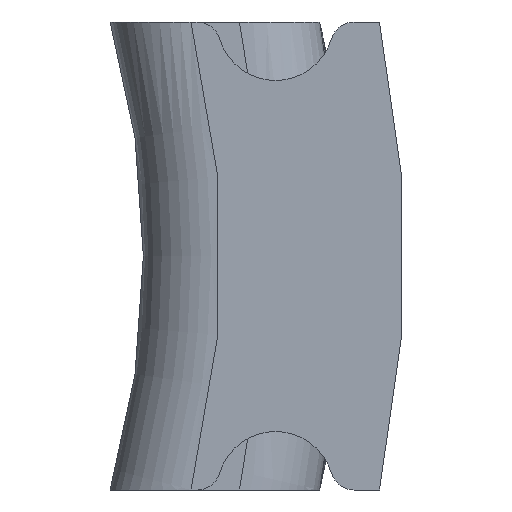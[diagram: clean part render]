
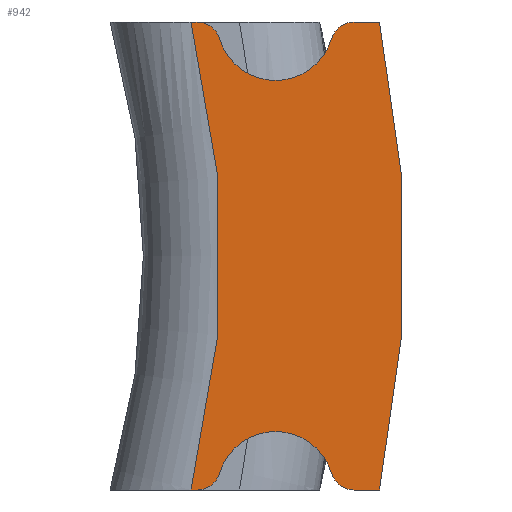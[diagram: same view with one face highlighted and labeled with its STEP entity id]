
A CAD part, left-side view. The second image highlights one B-rep face of the part: STEP entity #942.
In plain terms, the highlighted planar face has unit normal (-1, 0, 0).
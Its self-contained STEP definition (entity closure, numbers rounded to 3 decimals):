
#75=DIRECTION('',(0.,-1.,0.));
#76=VECTOR('',#75,0.327);
#77=CARTESIAN_POINT('',(4.5,-13.501,-3.));
#78=LINE('',#77,#76);
#121=CARTESIAN_POINT('',(4.5,-11.412,-3.));
#217=DIRECTION('',(0.,1.,0.));
#218=VECTOR('',#217,0.327);
#219=CARTESIAN_POINT('',(4.5,-13.828,3.));
#220=LINE('',#219,#218);
#253=CARTESIAN_POINT('',(4.5,-11.412,3.));
#278=CARTESIAN_POINT('',(4.5,0.,0.));
#279=DIRECTION('',(1.,0.,0.));
#280=DIRECTION('',(0.,-0.967,0.254));
#281=AXIS2_PLACEMENT_3D('',#278,#279,#280);
#283=DIRECTION('',(0.001,-1.,0.));
#284=VECTOR('',#283,0.076);
#285=CARTESIAN_POINT('',(4.5,-11.412,3.));
#286=LINE('',#285,#284);
#287=CARTESIAN_POINT('',(4.5,-11.489,2.7));
#288=DIRECTION('',(1.,0.,0.));
#289=DIRECTION('',(0.,0.,1.));
#290=AXIS2_PLACEMENT_3D('',#287,#288,#289);
#292=CARTESIAN_POINT('',(4.5,-13.501,2.7));
#293=DIRECTION('',(-1.,0.,0.));
#294=DIRECTION('',(0.,0.,1.));
#295=AXIS2_PLACEMENT_3D('',#292,#293,#294);
#297=CARTESIAN_POINT('',(4.5,0.,0.));
#298=DIRECTION('',(-1.,0.,0.));
#299=DIRECTION('',(0.,-0.977,-0.212));
#300=AXIS2_PLACEMENT_3D('',#297,#298,#299);
#302=CARTESIAN_POINT('',(4.5,-13.501,-2.7));
#303=DIRECTION('',(-1.,0.,0.));
#304=DIRECTION('',(0.,0.958,-0.286));
#305=AXIS2_PLACEMENT_3D('',#302,#303,#304);
#307=CARTESIAN_POINT('',(4.5,-11.489,-2.7));
#308=DIRECTION('',(1.,0.,0.));
#309=DIRECTION('',(0.,-0.958,-0.286));
#310=AXIS2_PLACEMENT_3D('',#307,#308,#309);
#312=DIRECTION('',(0.,1.,0.));
#313=VECTOR('',#312,0.076);
#314=CARTESIAN_POINT('',(4.5,-11.489,-3.));
#315=LINE('',#314,#313);
#334=CARTESIAN_POINT('',(4.5,-12.495,3.));
#335=DIRECTION('',(1.,0.,0.));
#336=DIRECTION('',(0.,-0.958,-0.286));
#337=AXIS2_PLACEMENT_3D('',#334,#335,#336);
#361=CARTESIAN_POINT('',(4.5,-12.495,-3.));
#362=DIRECTION('',(1.,0.,0.));
#363=DIRECTION('',(0.,0.958,0.286));
#364=AXIS2_PLACEMENT_3D('',#361,#362,#363);
#622=CARTESIAN_POINT('',(4.5,-13.828,-3.));
#623=CARTESIAN_POINT('',(4.5,-13.828,3.));
#624=VERTEX_POINT('',#622);
#625=VERTEX_POINT('',#623);
#638=CARTESIAN_POINT('',(4.5,-13.214,-2.786));
#639=VERTEX_POINT('',#638);
#640=CARTESIAN_POINT('',(4.5,-13.501,-3.));
#641=VERTEX_POINT('',#640);
#643=CARTESIAN_POINT('',(4.5,-11.776,-2.786));
#645=VERTEX_POINT('',#643);
#646=CARTESIAN_POINT('',(4.5,-13.501,3.));
#647=CARTESIAN_POINT('',(4.5,-13.214,2.786));
#648=VERTEX_POINT('',#646);
#649=VERTEX_POINT('',#647);
#654=CARTESIAN_POINT('',(4.5,-11.776,2.786));
#656=VERTEX_POINT('',#654);
#659=CARTESIAN_POINT('',(4.5,-11.489,-3.));
#661=VERTEX_POINT('',#659);
#662=CARTESIAN_POINT('',(4.5,-11.489,3.));
#664=VERTEX_POINT('',#662);
#670=VERTEX_POINT('',#121);
#674=VERTEX_POINT('',#253);
#917=CARTESIAN_POINT('',(4.5,0.,0.));
#918=DIRECTION('',(-1.,0.,0.));
#919=DIRECTION('',(0.,0.,1.));
#920=AXIS2_PLACEMENT_3D('',#917,#918,#919);
#921=PLANE('',#920);
#923=ORIENTED_EDGE('',*,*,#922,.F.);
#924=ORIENTED_EDGE('',*,*,#884,.T.);
#926=ORIENTED_EDGE('',*,*,#925,.T.);
#928=ORIENTED_EDGE('',*,*,#927,.F.);
#929=ORIENTED_EDGE('',*,*,#908,.F.);
#930=ORIENTED_EDGE('',*,*,#862,.F.);
#932=ORIENTED_EDGE('',*,*,#931,.F.);
#933=ORIENTED_EDGE('',*,*,#747,.F.);
#934=ORIENTED_EDGE('',*,*,#803,.F.);
#936=ORIENTED_EDGE('',*,*,#935,.F.);
#938=ORIENTED_EDGE('',*,*,#937,.T.);
#939=ORIENTED_EDGE('',*,*,#777,.T.);
#940=EDGE_LOOP('',(#923,#924,#926,#928,#929,#930,#932,#933,#934,#936,#938,
#939));
#941=FACE_OUTER_BOUND('',#940,.F.);
#282=CIRCLE('',#281,11.8);
#291=CIRCLE('',#290,0.3);
#296=CIRCLE('',#295,0.3);
#301=CIRCLE('',#300,14.15);
#306=CIRCLE('',#305,0.3);
#311=CIRCLE('',#310,0.3);
#338=CIRCLE('',#337,0.75);
#365=CIRCLE('',#364,0.75);
#747=EDGE_CURVE('',#641,#624,#78,.T.);
#777=EDGE_CURVE('',#661,#670,#315,.T.);
#803=EDGE_CURVE('',#639,#641,#306,.T.);
#862=EDGE_CURVE('',#625,#648,#220,.T.);
#884=EDGE_CURVE('',#674,#664,#286,.T.);
#908=EDGE_CURVE('',#648,#649,#296,.T.);
#922=EDGE_CURVE('',#674,#670,#282,.T.);
#925=EDGE_CURVE('',#664,#656,#291,.T.);
#927=EDGE_CURVE('',#649,#656,#338,.T.);
#931=EDGE_CURVE('',#624,#625,#301,.T.);
#935=EDGE_CURVE('',#645,#639,#365,.T.);
#937=EDGE_CURVE('',#645,#661,#311,.T.);
#942=ADVANCED_FACE('',(#941),#921,.T.);
